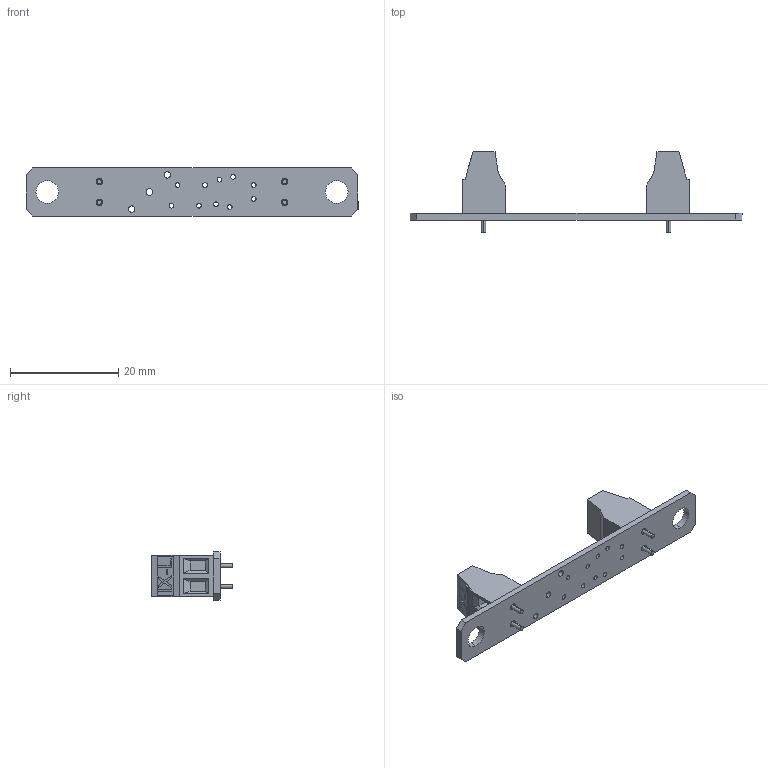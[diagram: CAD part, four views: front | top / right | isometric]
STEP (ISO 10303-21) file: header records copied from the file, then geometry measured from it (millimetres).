
FILE_DESCRIPTION (( 'STEP AP214' ), '1' );
FILE_NAME ('IX-50L.STEP', '2019-07-30T20:09:44', ( '' ), ( '' ), 'SwSTEP 2.0', 'SolidWorks 2019', '' );
FILE_SCHEMA (( 'AUTOMOTIVE_DESIGN' ));
Length unit declared in the file: inch
Products named in the file (8): IX-50L; 2200-5023; 7020-2667; 4028-0079
Assembly tree (4 placements, depth 2):
  IX-50L
    4028-0079
    2200-5023  x2
    7020-2667
  2200-5023
  7020-2667
  4028-0079
  2200-5023
Bounding box: 61.47 x 14.97 x 8.89 mm (x, y, z)
Volume: 1730.5 mm3; surface area: 2343.4 mm2
Topology: 4 solids, 4 shells, 1205 faces, 3336 edges, 2216 vertices
Faces by surface type: plane 1131, cylinder 70, bspline 4
Entity records: 37454 total; most frequent: CARTESIAN_POINT 6679, ORIENTED_EDGE 6444, DIRECTION 5630, EDGE_CURVE 3222, LINE 3088, VECTOR 3088, VERTEX_POINT 2144, AXIS2_PLACEMENT_3D 1271
